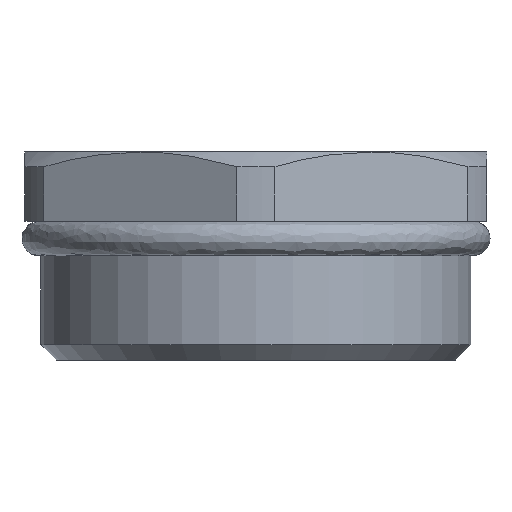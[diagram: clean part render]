
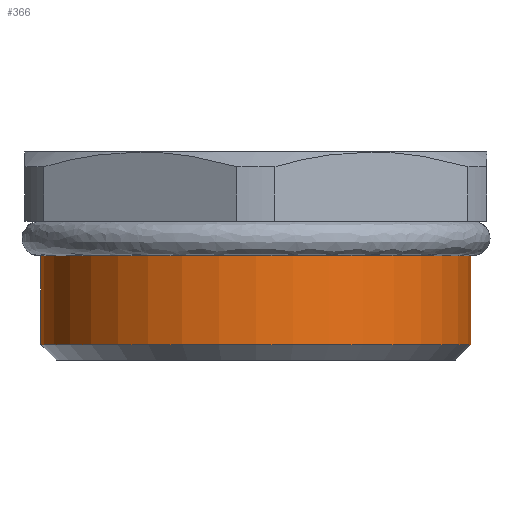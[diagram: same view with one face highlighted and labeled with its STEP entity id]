
A CAD part, front view. The second image highlights one B-rep face of the part: STEP entity #366.
In plain terms, the highlighted cylindrical face has radius 9.3 mm (diameter 18.6 mm), a full revolution.
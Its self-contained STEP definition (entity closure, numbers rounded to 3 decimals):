
#304=CYLINDRICAL_SURFACE('',#1903,9.3);
#340=FACE_BOUND('',#481,.T.);
#341=FACE_BOUND('',#482,.T.);
#366=ADVANCED_FACE('',(#340,#341),#304,.T.);
#481=EDGE_LOOP('',(#679));
#482=EDGE_LOOP('',(#680));
#679=ORIENTED_EDGE('',*,*,#988,.F.);
#680=ORIENTED_EDGE('',*,*,#987,.T.);
#869=VERTEX_POINT('',#2854);
#870=VERTEX_POINT('',#2857);
#987=EDGE_CURVE('',#869,#869,#1078,.T.);
#988=EDGE_CURVE('',#870,#870,#1079,.T.);
#1078=CIRCLE('',#1900,9.3);
#1079=CIRCLE('',#1902,9.3);
#1900=AXIS2_PLACEMENT_3D('',#2853,#2159,#2160);
#1902=AXIS2_PLACEMENT_3D('',#2856,#2163,#2164);
#1903=AXIS2_PLACEMENT_3D('',#2858,#2165,#2166);
#2159=DIRECTION('',(0.,0.,1.));
#2160=DIRECTION('',(0.,1.,0.));
#2163=DIRECTION('',(0.,0.,1.));
#2164=DIRECTION('',(1.,0.,0.));
#2165=DIRECTION('',(0.,0.,-1.));
#2166=DIRECTION('',(0.,1.,0.));
#2853=CARTESIAN_POINT('',(0.,0.,-8.33));
#2854=CARTESIAN_POINT('',(0.,9.3,-8.33));
#2856=CARTESIAN_POINT('',(0.,0.,-4.486));
#2857=CARTESIAN_POINT('',(9.3,0.,-4.486));
#2858=CARTESIAN_POINT('',(0.,0.,-4.5));
